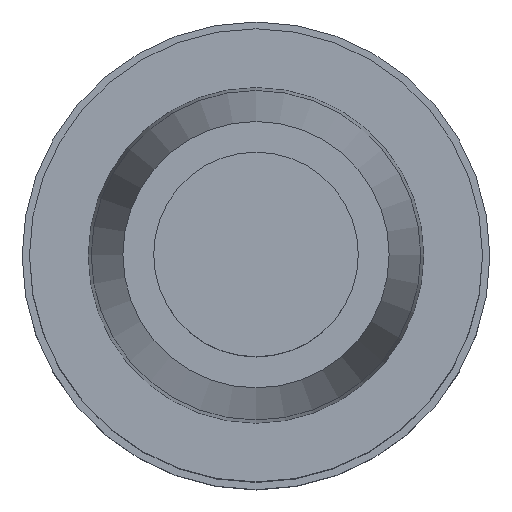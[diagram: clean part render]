
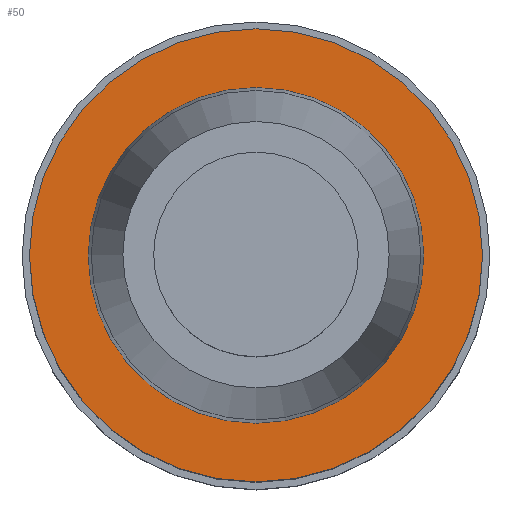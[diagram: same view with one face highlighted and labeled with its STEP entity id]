
A CAD part, top view. The second image highlights one B-rep face of the part: STEP entity #50.
In plain terms, the highlighted free-form (B-spline) face has degree [1, 1] with [2, 2] control points.
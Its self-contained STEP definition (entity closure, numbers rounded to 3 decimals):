
#8 = VERTEX_POINT('', #9);
#9 = CARTESIAN_POINT('', (-7.75, 0., 0.));
#17 = EDGE_CURVE('', #8, #8, #18, .T.);
#18 = CIRCLE('', #19, 7.75);
#19 = AXIS2_PLACEMENT_3D('', #20, #21, #22);
#20 = CARTESIAN_POINT('', (0., 0., 0.));
#21 = DIRECTION('', (0., 0., -1.));
#22 = DIRECTION('', (-1., 0., 0.));
#50 = ADVANCED_FACE('', (#51, #54), #65, .T.);
#51 = FACE_OUTER_BOUND('', #52, .T.);
#52 = EDGE_LOOP('', (#53));
#53 = ORIENTED_EDGE('', *, *, #17, .F.);
#54 = FACE_BOUND('', #55, .T.);
#55 = EDGE_LOOP('', (#56));
#56 = ORIENTED_EDGE('', *, *, #57, .T.);
#57 = EDGE_CURVE('', #58, #58, #60, .T.);
#58 = VERTEX_POINT('', #59);
#59 = CARTESIAN_POINT('', (-5.74, 0., 0.));
#60 = CIRCLE('', #61, 5.74);
#61 = AXIS2_PLACEMENT_3D('', #62, #63, #64);
#62 = CARTESIAN_POINT('', (0., 0., 0.));
#63 = DIRECTION('', (0., 0., -1.));
#64 = DIRECTION('', (-1., 0., 0.));
#65 = B_SPLINE_SURFACE_WITH_KNOTS('', 1, 1, ((#66, #67), (#68, #69)), .UNSPECIFIED., .F., .F., .U., (2, 2), (2, 2), (4.306, 19.806), (4.306, 19.806), .UNSPECIFIED.);
#66 = CARTESIAN_POINT('', (7.75, -7.75, 0.));
#67 = CARTESIAN_POINT('', (-7.75, -7.75, 0.));
#68 = CARTESIAN_POINT('', (7.75, 7.75, 0.));
#69 = CARTESIAN_POINT('', (-7.75, 7.75, 0.));
